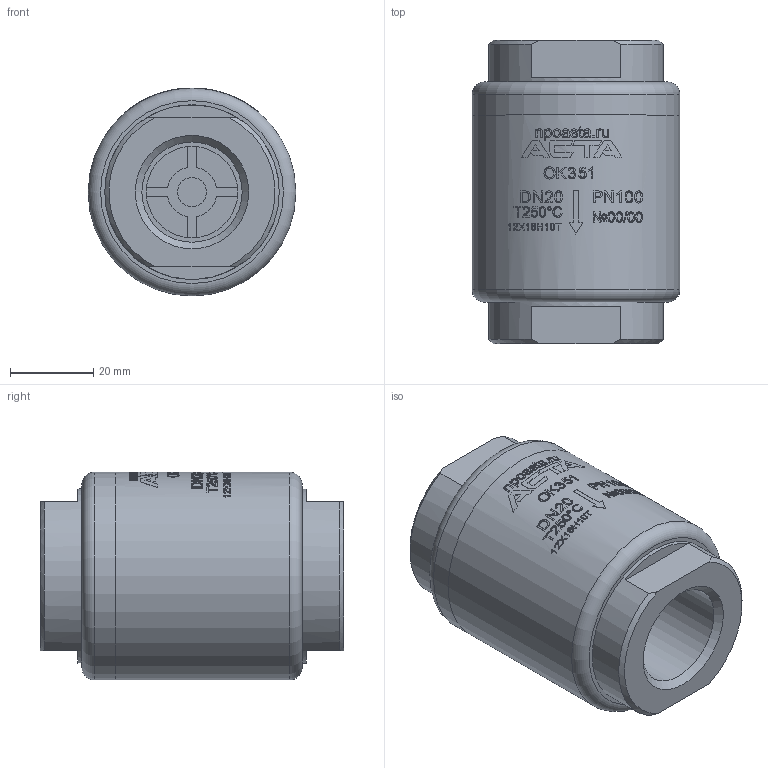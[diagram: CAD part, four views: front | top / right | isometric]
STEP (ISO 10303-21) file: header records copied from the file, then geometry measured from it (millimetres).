
FILE_DESCRIPTION(('STEP AP203'), '1');
FILE_NAME('Îáðàòíûé êëàïàí _ ÀÑÒÀ ÎÊ-ì-351.020.000.00 ÑÁ', '', ('UNSPECIFIED'), ('UNSPECIFIED'), 'C3D Converter', 'C3D Toolkit', '');
FILE_SCHEMA(('CONFIG_CONTROL_DESIGN'));
Length unit declared in the file: millimetre
Products named in the file (6): АСТА ОК-м-351.020.000.00 СБ; АСТА ОК 351.020.000.01; АСТА ОК 351.020.000.04; АСТА ОК 351.020.000.02; АСТА ОК 351.020.000.03-01
Assembly tree (5 placements, depth 2):
  АСТА ОК-м-351.020.000.00 СБ
    АСТА ОК 351.020.000.01
    АСТА ОК 351.020.000.04
    АСТА ОК 351.020.000.02
    (unnamed)
    АСТА ОК 351.020.000.03-01
Bounding box: 50 x 73 x 50.05 mm (x, y, z)
Volume: 93408.9 mm3; surface area: 29546.2 mm2
Topology: 5 solids, 5 shells, 1714 faces, 4849 edges, 3230 vertices
Faces by surface type: plane 1291, extrusion 301, cylinder 103, cone 14, torus 4, bspline 1
Full cylindrical faces by diameter (mm): 7 x2, 8 x1, 16.5 x1, 20 x1, 22 x1, 24.118 x2, 27 x1, 28 x1, 33.5 x1, 34 x2, 34.376 x1, 36 x1, 42 x2, 50 x2
Entity records: 80089 total; most frequent: CARTESIAN_POINT 29329, ORIENTED_EDGE 9608, DIRECTION 5571, EDGE_CURVE 4804, VERTEX_POINT 3222, VECTOR 2115, EDGE_LOOP 1846, LINE 1814
